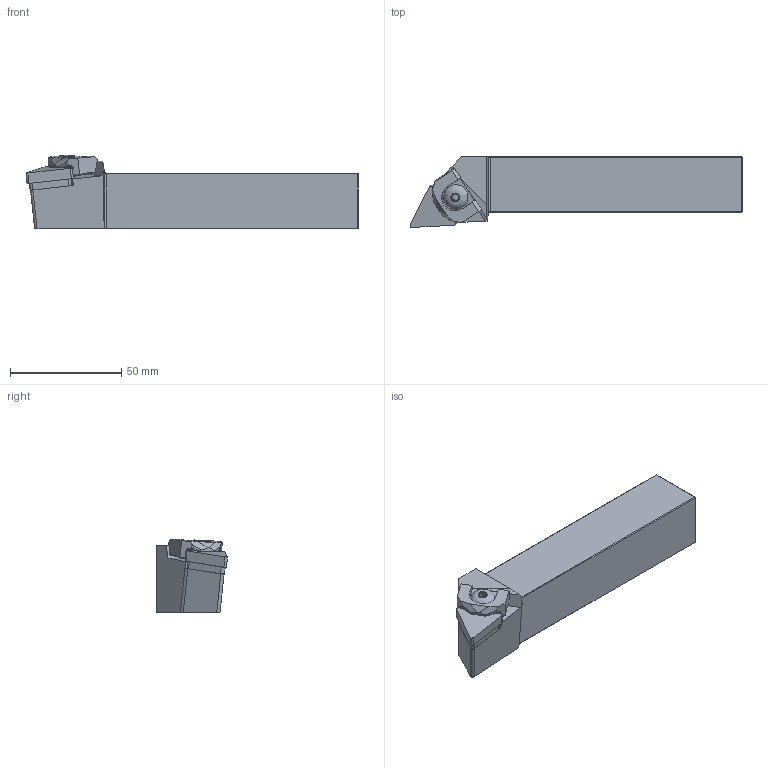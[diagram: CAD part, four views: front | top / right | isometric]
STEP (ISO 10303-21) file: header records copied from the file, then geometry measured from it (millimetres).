
FILE_DESCRIPTION(/* description */ (''),/* implementation_level */ '2;1');
FILE_NAME(/* name */ 'MTJNR-2525-M22.stp',/* time_stamp */ '2023-10-03T17:20:34+03:00',/* author */ (''),/* organization */ (''),/* preprocessor_version */ 'ST-DEVELOPER v19.4',/* originating_system */ 'SIEMENS PLM Software NX2306.3001',/* authorisation */ '');
FILE_SCHEMA (('AUTOMOTIVE_DESIGN { 1 0 10303 214 3 1 1 1 }'));
Length unit declared in the file: millimetre
Products named in the file (1): MTJNR-2525-M22
Bounding box: 149.47 x 31.93 x 33.15 mm (x, y, z)
Volume: 92256.1 mm3; surface area: 17575.2 mm2
Topology: 2 solids, 2 shells, 162 faces, 423 edges, 264 vertices
Faces by surface type: plane 83, cylinder 56, bspline 14, cone 3, torus 3, sphere 2, extrusion 1
Full cylindrical faces by diameter (mm): 5.9 x1
Entity records: 5286 total; most frequent: CARTESIAN_POINT 1357, ORIENTED_EDGE 836, DIRECTION 791, EDGE_CURVE 418, AXIS2_PLACEMENT_3D 272, VERTEX_POINT 262, VECTOR 247, LINE 246
